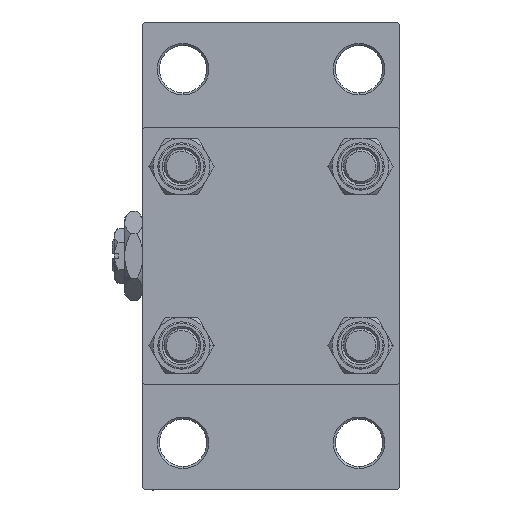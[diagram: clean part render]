
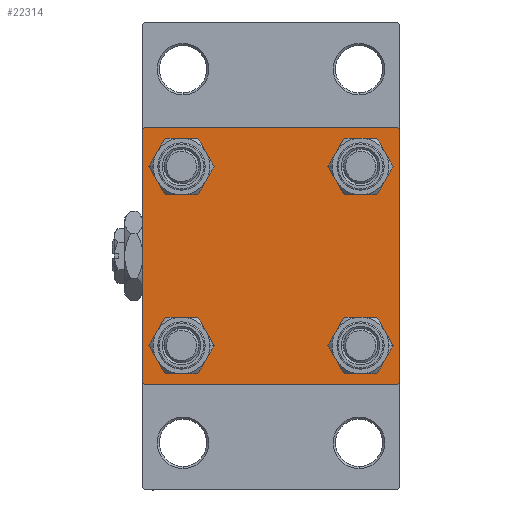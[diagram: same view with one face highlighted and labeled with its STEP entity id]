
A CAD part, left-side view. The second image highlights one B-rep face of the part: STEP entity #22314.
In plain terms, the highlighted planar face has unit normal (-1, 0, 0).
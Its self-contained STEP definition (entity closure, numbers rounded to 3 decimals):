
#377 = VERTEX_POINT ( 'NONE', #9647 ) ;
#541 = CARTESIAN_POINT ( 'NONE',  ( 0., 20.85, -16.35 ) ) ;
#595 = VECTOR ( 'NONE', #15809, 1000. ) ;
#1590 = DIRECTION ( 'NONE',  ( 0., 0., 1. ) ) ;
#1920 = VERTEX_POINT ( 'NONE', #51146 ) ;
#2240 = DIRECTION ( 'NONE',  ( 0., 0., 1. ) ) ;
#2259 = ORIENTED_EDGE ( 'NONE', *, *, #26191, .T. ) ;
#2267 = ORIENTED_EDGE ( 'NONE', *, *, #49668, .T. ) ;
#2340 = AXIS2_PLACEMENT_3D ( 'NONE', #20039, #4219, #3688 ) ;
#2559 = FACE_BOUND ( 'NONE', #19088, .T. ) ;
#3029 = EDGE_CURVE ( 'NONE', #20891, #14900, #35841, .T. ) ;
#3538 = CARTESIAN_POINT ( 'NONE',  ( 0., -20.85, -20.85 ) ) ;
#3584 = DIRECTION ( 'NONE',  ( -1., 0., 0. ) ) ;
#3688 = DIRECTION ( 'NONE',  ( 0., 0., 1. ) ) ;
#4219 = DIRECTION ( 'NONE',  ( 1., 0., 0. ) ) ;
#4521 = AXIS2_PLACEMENT_3D ( 'NONE', #48510, #49029, #1590 ) ;
#4700 = CARTESIAN_POINT ( 'NONE',  ( 0., 29.75, -29.75 ) ) ;
#4760 = DIRECTION ( 'NONE',  ( 1., 0., 0. ) ) ;
#5225 = ORIENTED_EDGE ( 'NONE', *, *, #42634, .T. ) ;
#6182 = CIRCLE ( 'NONE', #7873, 4.5 ) ;
#6335 = EDGE_CURVE ( 'NONE', #1920, #20891, #36858, .T. ) ;
#6511 = PLANE ( 'NONE',  #19418 ) ;
#6978 = ORIENTED_EDGE ( 'NONE', *, *, #3029, .T. ) ;
#7362 = LINE ( 'NONE', #43715, #41779 ) ;
#7393 = DIRECTION ( 'NONE',  ( 0., 0., 1. ) ) ;
#7738 = CARTESIAN_POINT ( 'NONE',  ( 0., -30., -29.5 ) ) ;
#7873 = AXIS2_PLACEMENT_3D ( 'NONE', #39340, #15363, #40561 ) ;
#8016 = DIRECTION ( 'NONE',  ( 0., 0., 1. ) ) ;
#8315 = DIRECTION ( 'NONE',  ( 0., -1., 0. ) ) ;
#9232 = DIRECTION ( 'NONE',  ( 0., 0., 1. ) ) ;
#9253 = VERTEX_POINT ( 'NONE', #49401 ) ;
#9647 = CARTESIAN_POINT ( 'NONE',  ( 0., 29.5, 30. ) ) ;
#9844 = ORIENTED_EDGE ( 'NONE', *, *, #23044, .T. ) ;
#10227 = CARTESIAN_POINT ( 'NONE',  ( 0., 30., 30. ) ) ;
#10430 = AXIS2_PLACEMENT_3D ( 'NONE', #32712, #4760, #9232 ) ;
#11607 = CARTESIAN_POINT ( 'NONE',  ( 0., -20.85, 20.85 ) ) ;
#11756 = EDGE_LOOP ( 'NONE', ( #9844, #13335 ) ) ;
#13013 = VERTEX_POINT ( 'NONE', #7738 ) ;
#13151 = VECTOR ( 'NONE', #18657, 1000. ) ;
#13170 = CIRCLE ( 'NONE', #46012, 4.5 ) ;
#13335 = ORIENTED_EDGE ( 'NONE', *, *, #43870, .T. ) ;
#13389 = ORIENTED_EDGE ( 'NONE', *, *, #28045, .T. ) ;
#14077 = CARTESIAN_POINT ( 'NONE',  ( 0., -30., 29.5 ) ) ;
#14421 = DIRECTION ( 'NONE',  ( 0., 0., 1. ) ) ;
#14900 = VERTEX_POINT ( 'NONE', #24568 ) ;
#15363 = DIRECTION ( 'NONE',  ( 1., 0., 0. ) ) ;
#15468 = CIRCLE ( 'NONE', #10430, 4.5 ) ;
#15809 = DIRECTION ( 'NONE',  ( 0., -1., 0. ) ) ;
#16100 = EDGE_CURVE ( 'NONE', #46327, #38723, #47776, .T. ) ;
#16327 = CIRCLE ( 'NONE', #4521, 4.5 ) ;
#16986 = VECTOR ( 'NONE', #48772, 1000. ) ;
#17492 = ORIENTED_EDGE ( 'NONE', *, *, #16100, .T. ) ;
#18125 = LINE ( 'NONE', #10227, #26637 ) ;
#18464 = VERTEX_POINT ( 'NONE', #22822 ) ;
#18657 = DIRECTION ( 'NONE',  ( 0., 0.707, -0.707 ) ) ;
#19088 = EDGE_LOOP ( 'NONE', ( #30211, #17492 ) ) ;
#19407 = FACE_BOUND ( 'NONE', #41739, .T. ) ;
#19418 = AXIS2_PLACEMENT_3D ( 'NONE', #34722, #3584, #14421 ) ;
#19444 = CIRCLE ( 'NONE', #48067, 4.5 ) ;
#19626 = VERTEX_POINT ( 'NONE', #47367 ) ;
#20039 = CARTESIAN_POINT ( 'NONE',  ( 0., 20.85, 20.85 ) ) ;
#20891 = VERTEX_POINT ( 'NONE', #32692 ) ;
#21523 = EDGE_CURVE ( 'NONE', #377, #43348, #44406, .T. ) ;
#22314 = ADVANCED_FACE ( 'NONE', ( #39687, #43379, #19407, #2559, #34973 ), #6511, .T. ) ;
#22822 = CARTESIAN_POINT ( 'NONE',  ( 0., 30., 29.5 ) ) ;
#23044 = EDGE_CURVE ( 'NONE', #30168, #27969, #38828, .T. ) ;
#23400 = VERTEX_POINT ( 'NONE', #41025 ) ;
#24568 = CARTESIAN_POINT ( 'NONE',  ( 0., -29.5, -30. ) ) ;
#25272 = DIRECTION ( 'NONE',  ( 0., 0., -1. ) ) ;
#25421 = ORIENTED_EDGE ( 'NONE', *, *, #26272, .F. ) ;
#26191 = EDGE_CURVE ( 'NONE', #43697, #9253, #19444, .T. ) ;
#26272 = EDGE_CURVE ( 'NONE', #31208, #13013, #43939, .T. ) ;
#26486 = CARTESIAN_POINT ( 'NONE',  ( 0., -20.85, -20.85 ) ) ;
#26637 = VECTOR ( 'NONE', #25272, 1000. ) ;
#27281 = ORIENTED_EDGE ( 'NONE', *, *, #38003, .T. ) ;
#27793 = VECTOR ( 'NONE', #8315, 1000. ) ;
#27820 = ORIENTED_EDGE ( 'NONE', *, *, #6335, .T. ) ;
#27969 = VERTEX_POINT ( 'NONE', #43767 ) ;
#28015 = CARTESIAN_POINT ( 'NONE',  ( 0., -29.5, 30. ) ) ;
#28045 = EDGE_CURVE ( 'NONE', #14900, #13013, #36659, .T. ) ;
#28232 = AXIS2_PLACEMENT_3D ( 'NONE', #3538, #28298, #8016 ) ;
#28298 = DIRECTION ( 'NONE',  ( 1., 0., 0. ) ) ;
#28468 = CARTESIAN_POINT ( 'NONE',  ( 0., 20.85, 16.35 ) ) ;
#28860 = ORIENTED_EDGE ( 'NONE', *, *, #21523, .F. ) ;
#30168 = VERTEX_POINT ( 'NONE', #47553 ) ;
#30211 = ORIENTED_EDGE ( 'NONE', *, *, #43820, .T. ) ;
#31096 = DIRECTION ( 'NONE',  ( 0., 0.707, 0.707 ) ) ;
#31208 = VERTEX_POINT ( 'NONE', #14077 ) ;
#32207 = EDGE_LOOP ( 'NONE', ( #51545, #27820, #6978, #13389, #25421, #41721, #28860, #27281 ) ) ;
#32624 = DIRECTION ( 'NONE',  ( 1., 0., 0. ) ) ;
#32692 = CARTESIAN_POINT ( 'NONE',  ( 0., 29.5, -30. ) ) ;
#32712 = CARTESIAN_POINT ( 'NONE',  ( 0., -20.85, 20.85 ) ) ;
#32714 = CARTESIAN_POINT ( 'NONE',  ( 0., -29.75, -29.75 ) ) ;
#33587 = EDGE_LOOP ( 'NONE', ( #2267, #38909 ) ) ;
#34636 = VECTOR ( 'NONE', #44468, 1000. ) ;
#34722 = CARTESIAN_POINT ( 'NONE',  ( 0., 0., 0. ) ) ;
#34973 = FACE_OUTER_BOUND ( 'NONE', #32207, .T. ) ;
#34992 = CIRCLE ( 'NONE', #28232, 4.5 ) ;
#35501 = LINE ( 'NONE', #39192, #13151 ) ;
#35841 = LINE ( 'NONE', #51892, #595 ) ;
#36062 = CARTESIAN_POINT ( 'NONE',  ( 0., -30., 30. ) ) ;
#36314 = AXIS2_PLACEMENT_3D ( 'NONE', #11607, #47446, #7393 ) ;
#36659 = LINE ( 'NONE', #32714, #16986 ) ;
#36858 = LINE ( 'NONE', #4700, #51924 ) ;
#37590 = EDGE_CURVE ( 'NONE', #31208, #43348, #7362, .T. ) ;
#37828 = EDGE_CURVE ( 'NONE', #18464, #1920, #18125, .T. ) ;
#38003 = EDGE_CURVE ( 'NONE', #377, #18464, #35501, .T. ) ;
#38352 = EDGE_CURVE ( 'NONE', #19626, #23400, #34992, .T. ) ;
#38723 = VERTEX_POINT ( 'NONE', #51316 ) ;
#38828 = CIRCLE ( 'NONE', #36314, 4.5 ) ;
#38909 = ORIENTED_EDGE ( 'NONE', *, *, #38352, .T. ) ;
#39192 = CARTESIAN_POINT ( 'NONE',  ( 0., 29.75, 29.75 ) ) ;
#39340 = CARTESIAN_POINT ( 'NONE',  ( 0., 20.85, -20.85 ) ) ;
#39687 = FACE_BOUND ( 'NONE', #11756, .T. ) ;
#39926 = CARTESIAN_POINT ( 'NONE',  ( 0., 30., 30. ) ) ;
#40561 = DIRECTION ( 'NONE',  ( 0., 0., 1. ) ) ;
#40762 = CARTESIAN_POINT ( 'NONE',  ( 0., 20.85, -20.85 ) ) ;
#41025 = CARTESIAN_POINT ( 'NONE',  ( 0., -20.85, -16.35 ) ) ;
#41721 = ORIENTED_EDGE ( 'NONE', *, *, #37590, .T. ) ;
#41739 = EDGE_LOOP ( 'NONE', ( #2259, #5225 ) ) ;
#41779 = VECTOR ( 'NONE', #31096, 1000. ) ;
#42542 = DIRECTION ( 'NONE',  ( 1., 0., 0. ) ) ;
#42634 = EDGE_CURVE ( 'NONE', #9253, #43697, #6182, .T. ) ;
#43348 = VERTEX_POINT ( 'NONE', #28015 ) ;
#43379 = FACE_BOUND ( 'NONE', #33587, .T. ) ;
#43697 = VERTEX_POINT ( 'NONE', #541 ) ;
#43715 = CARTESIAN_POINT ( 'NONE',  ( 0., -29.75, 29.75 ) ) ;
#43767 = CARTESIAN_POINT ( 'NONE',  ( 0., -20.85, 16.35 ) ) ;
#43820 = EDGE_CURVE ( 'NONE', #38723, #46327, #16327, .T. ) ;
#43870 = EDGE_CURVE ( 'NONE', #27969, #30168, #15468, .T. ) ;
#43939 = LINE ( 'NONE', #36062, #34636 ) ;
#44406 = LINE ( 'NONE', #39926, #27793 ) ;
#44468 = DIRECTION ( 'NONE',  ( 0., 0., -1. ) ) ;
#44722 = DIRECTION ( 'NONE',  ( 0., 0., 1. ) ) ;
#46012 = AXIS2_PLACEMENT_3D ( 'NONE', #26486, #42542, #2240 ) ;
#46327 = VERTEX_POINT ( 'NONE', #28468 ) ;
#47367 = CARTESIAN_POINT ( 'NONE',  ( 0., -20.85, -25.35 ) ) ;
#47446 = DIRECTION ( 'NONE',  ( 1., 0., 0. ) ) ;
#47553 = CARTESIAN_POINT ( 'NONE',  ( 0., -20.85, 25.35 ) ) ;
#47776 = CIRCLE ( 'NONE', #2340, 4.5 ) ;
#48067 = AXIS2_PLACEMENT_3D ( 'NONE', #40762, #32624, #44722 ) ;
#48510 = CARTESIAN_POINT ( 'NONE',  ( 0., 20.85, 20.85 ) ) ;
#48772 = DIRECTION ( 'NONE',  ( 0., -0.707, 0.707 ) ) ;
#49029 = DIRECTION ( 'NONE',  ( 1., 0., 0. ) ) ;
#49401 = CARTESIAN_POINT ( 'NONE',  ( 0., 20.85, -25.35 ) ) ;
#49486 = DIRECTION ( 'NONE',  ( 0., -0.707, -0.707 ) ) ;
#49668 = EDGE_CURVE ( 'NONE', #23400, #19626, #13170, .T. ) ;
#51146 = CARTESIAN_POINT ( 'NONE',  ( 0., 30., -29.5 ) ) ;
#51316 = CARTESIAN_POINT ( 'NONE',  ( 0., 20.85, 25.35 ) ) ;
#51545 = ORIENTED_EDGE ( 'NONE', *, *, #37828, .T. ) ;
#51892 = CARTESIAN_POINT ( 'NONE',  ( 0., 30., -30. ) ) ;
#51924 = VECTOR ( 'NONE', #49486, 1000. ) ;
